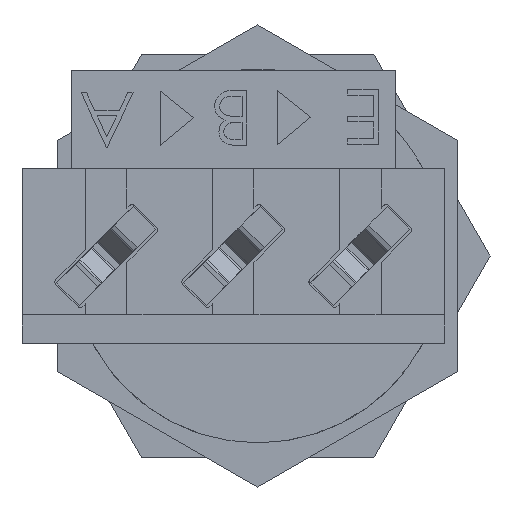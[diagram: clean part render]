
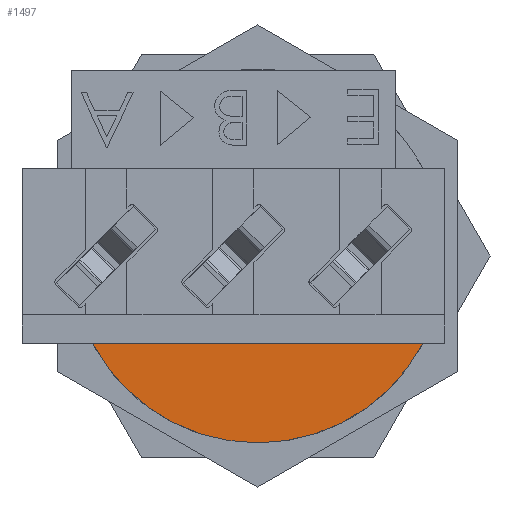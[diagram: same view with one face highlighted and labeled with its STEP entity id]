
A CAD part, front view. The second image highlights one B-rep face of the part: STEP entity #1497.
In plain terms, the highlighted planar face has unit normal (0, -1, 0).
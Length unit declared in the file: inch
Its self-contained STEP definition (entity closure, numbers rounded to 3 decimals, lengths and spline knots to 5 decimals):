
#1059 = EDGE_CURVE ( 'NONE', #12733, #1060, #5598, .T. ) ;
#1060 = VERTEX_POINT ( 'NONE', #5593 ) ;
#1497 = ADVANCED_FACE ( 'NONE', ( #6341 ), #6340, .F. ) ;
#1498 = EDGE_LOOP ( 'NONE', ( #1499, #1501, #1502 ) ) ;
#1499 = ORIENTED_EDGE ( 'NONE', *, *, #1500, .F. ) ;
#1500 = EDGE_CURVE ( 'NONE', #1060, #12727, #6399, .T. ) ;
#1501 = ORIENTED_EDGE ( 'NONE', *, *, #1059, .F. ) ;
#1502 = ORIENTED_EDGE ( 'NONE', *, *, #12730, .F. ) ;
#5593 = CARTESIAN_POINT ( 'NONE',  ( -0.25986, 0., -0.1375 ) ) ;
#5594 = DIRECTION ( 'NONE',  ( 0., 0., 1. ) ) ;
#5595 = DIRECTION ( 'NONE',  ( 0., 1., 0. ) ) ;
#5596 = CARTESIAN_POINT ( 'NONE',  ( 0., 0., 0. ) ) ;
#5597 = AXIS2_PLACEMENT_3D ( 'NONE', #5596, #5595, #5594 ) ;
#5598 = CIRCLE ( 'NONE', #5597, 0.294 ) ;
#6336 = DIRECTION ( 'NONE',  ( 0., 0., 1. ) ) ;
#6337 = DIRECTION ( 'NONE',  ( 0., 1., 0. ) ) ;
#6338 = CARTESIAN_POINT ( 'NONE',  ( 0., 0., 0. ) ) ;
#6339 = AXIS2_PLACEMENT_3D ( 'NONE', #6338, #6337, #6336 ) ;
#6340 = PLANE ( 'NONE',  #6339 ) ;
#6341 = FACE_OUTER_BOUND ( 'NONE', #1498, .T. ) ;
#6396 = DIRECTION ( 'NONE',  ( 1., 0., 0. ) ) ;
#6397 = VECTOR ( 'NONE', #6396, 39.37008 ) ;
#6398 = CARTESIAN_POINT ( 'NONE',  ( 0.294, 0., -0.1375 ) ) ;
#6399 = LINE ( 'NONE', #6398, #6397 ) ;
#11110 = DIRECTION ( 'NONE',  ( 0., 0., 1. ) ) ;
#11111 = DIRECTION ( 'NONE',  ( 0., 1., 0. ) ) ;
#11112 = CARTESIAN_POINT ( 'NONE',  ( 0., 0., 0. ) ) ;
#11113 = AXIS2_PLACEMENT_3D ( 'NONE', #11112, #11111, #11110 ) ;
#11114 = CIRCLE ( 'NONE', #11113, 0.294 ) ;
#11121 = CARTESIAN_POINT ( 'NONE',  ( 0.25986, 0., -0.1375 ) ) ;
#11167 = CARTESIAN_POINT ( 'NONE',  ( 0., 0., -0.294 ) ) ;
#12727 = VERTEX_POINT ( 'NONE', #11121 ) ;
#12730 = EDGE_CURVE ( 'NONE', #12727, #12733, #11114, .T. ) ;
#12733 = VERTEX_POINT ( 'NONE', #11167 ) ;
